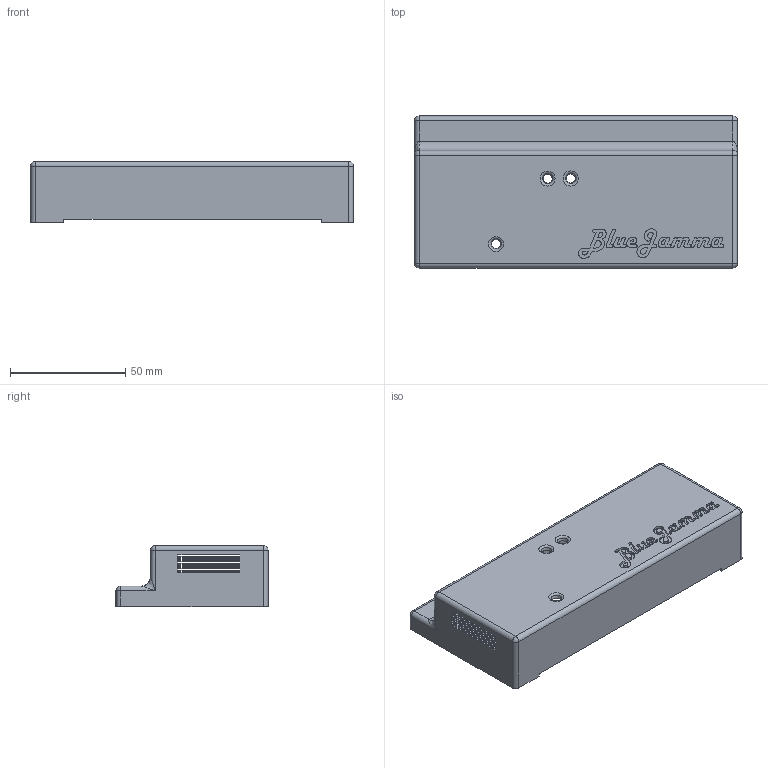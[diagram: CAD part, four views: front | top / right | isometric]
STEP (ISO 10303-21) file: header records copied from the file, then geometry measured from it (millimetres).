
FILE_DESCRIPTION(/* description */ ('','CAx-IF Rec.Pracs.---Representation and Presentation of Product Manufacturing Information (PMI)---4.0---2014-10-13'),/* implementation_level */ '2;1');
FILE_NAME(/* name */ 'TopPanel_rc2.step',/* time_stamp */ '2025-01-05T14:13:28+01:00',/* author */ (''),/* organization */ (''),/* preprocessor_version */ 'ST-DEVELOPER v20',/* originating_system */ 'Autodesk Translation Framework v13.20.0.188',/* authorisation */ '');
FILE_SCHEMA (('AP242_MANAGED_MODEL_BASED_3D_ENGINEERING_MIM_LF { 1 0 10303 442 1 1 4 }'));
Length unit declared in the file: millimetre
Products named in the file (1): TopPanel
Bounding box: 140.1 x 65.96 x 26.5 mm (x, y, z)
Volume: 39607.9 mm3; surface area: 38153 mm2
Topology: 1 solids, 1 shells, 290 faces, 782 edges, 512 vertices
Faces by surface type: plane 131, cylinder 107, bspline 40, sphere 6, torus 3, cone 3
Full cylindrical faces by diameter (mm): 1.623 x20, 2.074 x8
Entity records: 16175 total; most frequent: CARTESIAN_POINT 9349, ORIENTED_EDGE 1560, DIRECTION 1097, EDGE_CURVE 780, VERTEX_POINT 512, LINE 457, VECTOR 457, EDGE_LOOP 348
